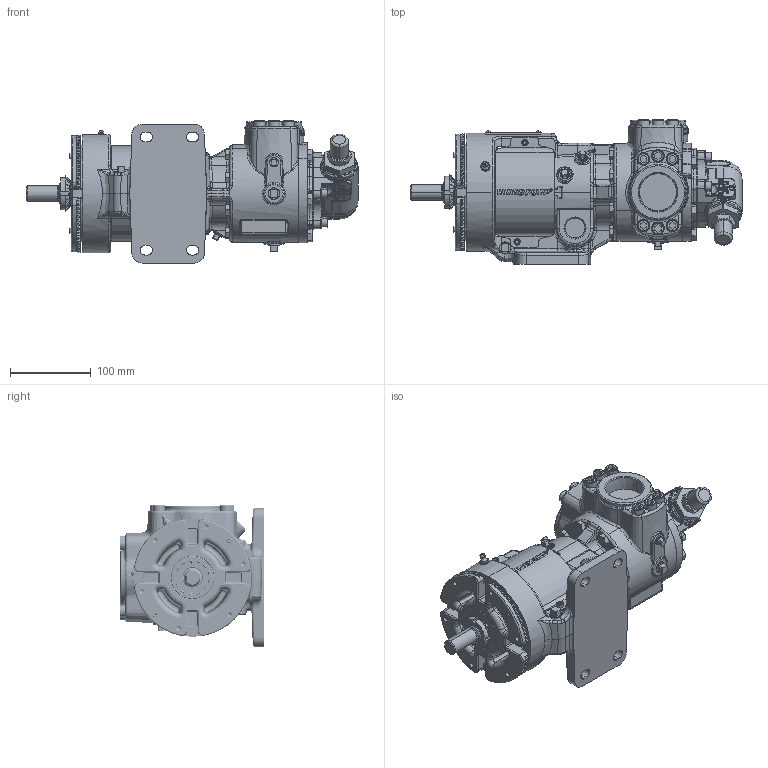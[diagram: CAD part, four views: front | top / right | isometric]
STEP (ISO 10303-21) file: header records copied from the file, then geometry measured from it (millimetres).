
FILE_DESCRIPTION (( 'STEP AP214' ), '1' );
FILE_NAME ('HV-4183.STEP', '2024-04-02T21:11:35', ( '' ), ( '' ), 'SwSTEP 2.0', 'SolidWorks 2022', '' );
FILE_SCHEMA (( 'AUTOMOTIVE_DESIGN' ));
Length unit declared in the file: inch
Products named in the file (1): HV-4183
Bounding box: 410.15 x 178.69 x 175.51 mm (x, y, z)
Volume: 3649203.1 mm3; surface area: 360965.1 mm2
Topology: 1 solids, 13 shells, 5533 faces, 14206 edges, 8901 vertices
Faces by surface type: bspline 1856, plane 1760, cylinder 1010, cone 564, torus 219, sphere 124
Entity records: 316901 total; most frequent: CARTESIAN_POINT 126108, ORIENTED_EDGE 28188, DIRECTION 19613, EDGE_CURVE 14094, VERTEX_POINT 8881, AXIS2_PLACEMENT_3D 7085, EDGE_LOOP 5863, UNCERTAINTY_MEASURE_WITH_UNIT 5532
